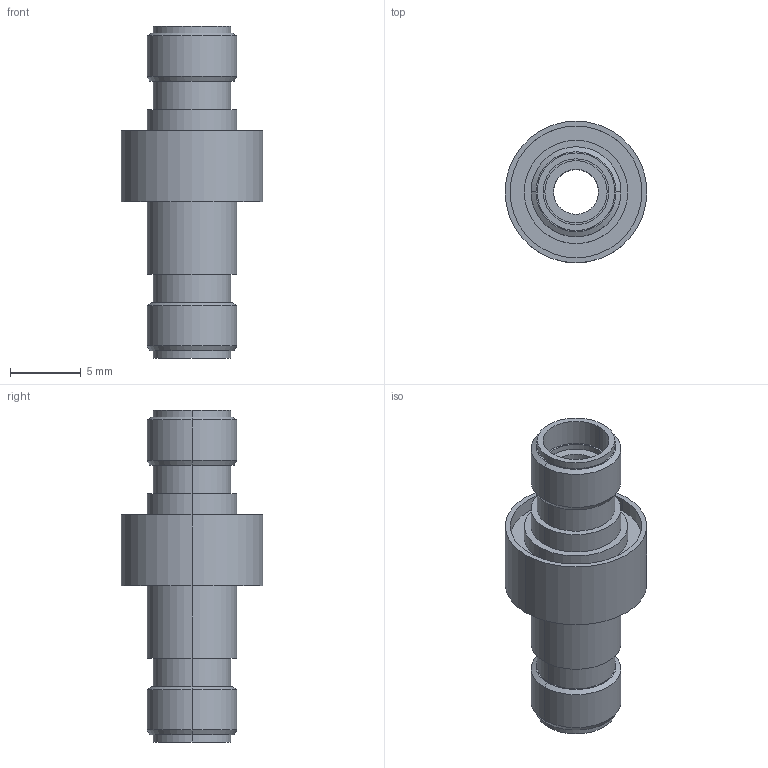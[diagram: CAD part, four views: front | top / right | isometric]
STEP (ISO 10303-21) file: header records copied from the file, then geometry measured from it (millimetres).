
FILE_DESCRIPTION (( 'STEP AP214' ), '1' );
FILE_NAME ('152-FCF-02.STEP', '2020-03-23T11:12:51', ( '' ), ( '' ), 'SwSTEP 2.0', 'SolidWorks 2017', '' );
FILE_SCHEMA (( 'AUTOMOTIVE_DESIGN' ));
Length unit declared in the file: millimetre
Products named in the file (1): 152-FCF-02
Bounding box: 10 x 10 x 23.43 mm (x, y, z)
Volume: 683.8 mm3; surface area: 977.7 mm2
Topology: 1 solids, 1 shells, 53 faces, 106 edges, 68 vertices
Faces by surface type: cylinder 30, plane 15, cone 8
Entity records: 1442 total; most frequent: DIRECTION 282, CARTESIAN_POINT 228, ORIENTED_EDGE 212, AXIS2_PLACEMENT_3D 122, EDGE_CURVE 106, VERTEX_POINT 68, CIRCLE 68, EDGE_LOOP 68
